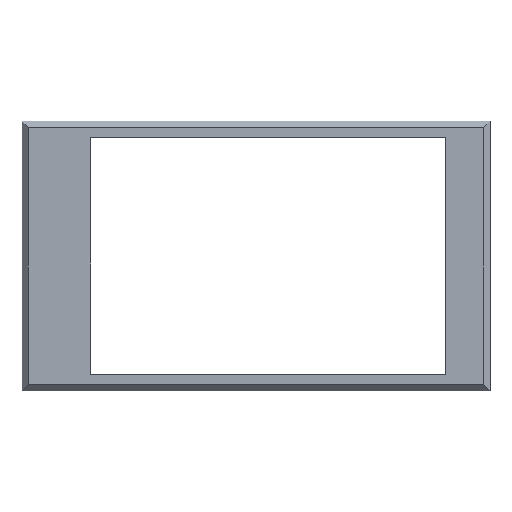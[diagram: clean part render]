
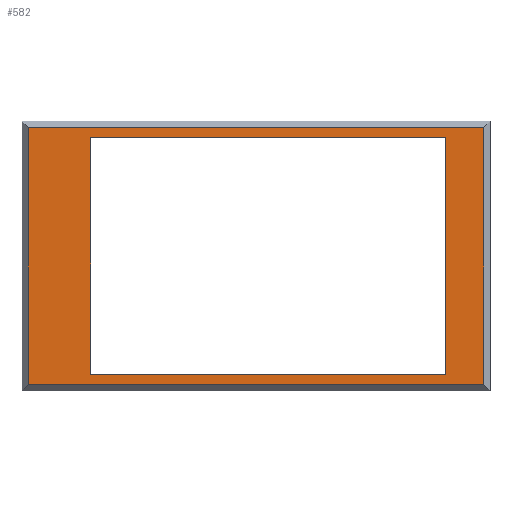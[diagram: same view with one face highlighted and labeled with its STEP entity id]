
A CAD part, top view. The second image highlights one B-rep face of the part: STEP entity #582.
In plain terms, the highlighted planar face has unit normal (0, 0, 1).
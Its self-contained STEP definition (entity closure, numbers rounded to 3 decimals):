
#15=FACE_BOUND('',#60,.T.);
#26=FACE_OUTER_BOUND('',#59,.T.);
#59=EDGE_LOOP('',(#407,#408,#409,#410));
#60=EDGE_LOOP('',(#411,#412,#413,#414));
#91=LINE('',#808,#171);
#95=LINE('',#816,#175);
#98=LINE('',#822,#178);
#102=LINE('',#828,#182);
#108=LINE('',#842,#188);
#109=LINE('',#844,#189);
#110=LINE('',#846,#190);
#111=LINE('',#847,#191);
#171=VECTOR('',#660,10.);
#175=VECTOR('',#666,10.);
#178=VECTOR('',#671,10.);
#182=VECTOR('',#677,10.);
#188=VECTOR('',#689,10.);
#189=VECTOR('',#690,10.);
#190=VECTOR('',#691,10.);
#191=VECTOR('',#692,10.);
#251=VERTEX_POINT('',#806);
#252=VERTEX_POINT('',#807);
#255=VERTEX_POINT('',#815);
#257=VERTEX_POINT('',#821);
#262=VERTEX_POINT('',#840);
#263=VERTEX_POINT('',#841);
#264=VERTEX_POINT('',#843);
#265=VERTEX_POINT('',#845);
#303=EDGE_CURVE('',#251,#252,#91,.T.);
#307=EDGE_CURVE('',#252,#255,#95,.T.);
#310=EDGE_CURVE('',#255,#257,#98,.T.);
#314=EDGE_CURVE('',#257,#251,#102,.T.);
#320=EDGE_CURVE('',#262,#263,#108,.T.);
#321=EDGE_CURVE('',#263,#264,#109,.T.);
#322=EDGE_CURVE('',#264,#265,#110,.T.);
#323=EDGE_CURVE('',#265,#262,#111,.T.);
#407=ORIENTED_EDGE('',*,*,#303,.F.);
#408=ORIENTED_EDGE('',*,*,#314,.F.);
#409=ORIENTED_EDGE('',*,*,#310,.F.);
#410=ORIENTED_EDGE('',*,*,#307,.F.);
#411=ORIENTED_EDGE('',*,*,#320,.T.);
#412=ORIENTED_EDGE('',*,*,#321,.T.);
#413=ORIENTED_EDGE('',*,*,#322,.T.);
#414=ORIENTED_EDGE('',*,*,#323,.T.);
#549=PLANE('',#629);
#582=ADVANCED_FACE('',(#26,#15),#549,.T.);
#629=AXIS2_PLACEMENT_3D('',#839,#687,#688);
#660=DIRECTION('',(0.,-1.,0.));
#666=DIRECTION('',(-1.,0.,0.));
#671=DIRECTION('',(0.,1.,0.));
#677=DIRECTION('',(1.,0.,0.));
#687=DIRECTION('center_axis',(0.,0.,1.));
#688=DIRECTION('ref_axis',(1.,0.,0.));
#689=DIRECTION('',(1.,0.,0.));
#690=DIRECTION('',(0.,-1.,0.));
#691=DIRECTION('',(-1.,0.,0.));
#692=DIRECTION('',(0.,1.,0.));
#806=CARTESIAN_POINT('',(53.5,30.17,8.));
#807=CARTESIAN_POINT('',(53.5,-30.17,8.));
#808=CARTESIAN_POINT('',(53.5,-15.835,8.));
#815=CARTESIAN_POINT('',(-53.5,-30.17,8.));
#816=CARTESIAN_POINT('',(-27.5,-30.17,8.));
#821=CARTESIAN_POINT('',(-53.5,30.17,8.));
#822=CARTESIAN_POINT('',(-53.5,15.835,8.));
#828=CARTESIAN_POINT('',(27.5,30.17,8.));
#839=CARTESIAN_POINT('Origin',(0.,0.,8.));
#840=CARTESIAN_POINT('',(-38.89,27.84,8.));
#841=CARTESIAN_POINT('',(44.63,27.84,8.));
#842=CARTESIAN_POINT('',(-19.445,27.84,8.));
#843=CARTESIAN_POINT('',(44.63,-27.84,8.));
#844=CARTESIAN_POINT('',(44.63,13.92,8.));
#845=CARTESIAN_POINT('',(-38.89,-27.84,8.));
#846=CARTESIAN_POINT('',(22.315,-27.84,8.));
#847=CARTESIAN_POINT('',(-38.89,-13.92,8.));
